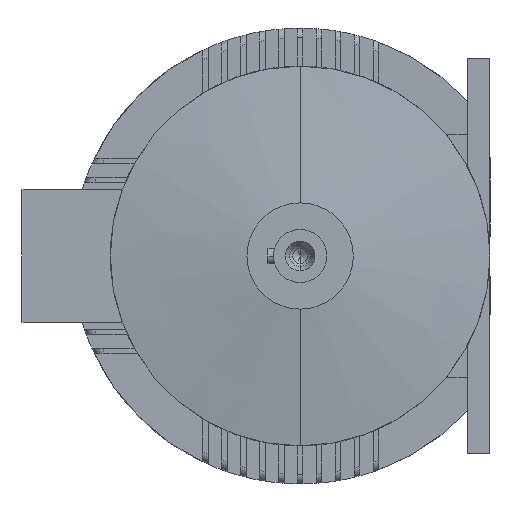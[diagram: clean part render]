
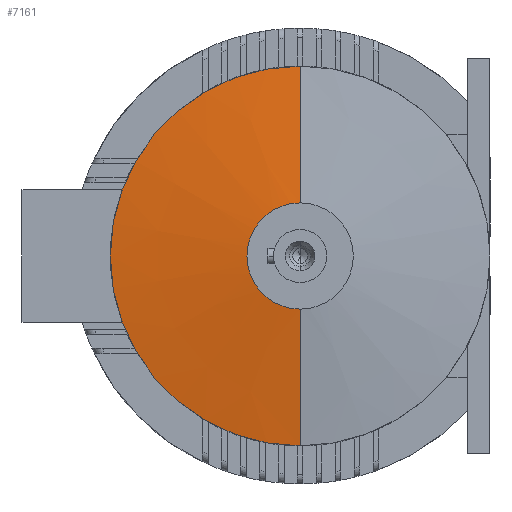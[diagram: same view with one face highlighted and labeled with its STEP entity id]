
A CAD part, left-side view. The second image highlights one B-rep face of the part: STEP entity #7161.
In plain terms, the highlighted conical face has half-angle 82.484 degrees and reference radius 100 mm.
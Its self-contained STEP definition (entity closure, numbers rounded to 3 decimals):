
#1045 = AXIS2_PLACEMENT_3D ( 'NONE', #6946, #6937, #6936 ) ;
#1046 = AXIS2_PLACEMENT_3D ( 'NONE', #6935, #6932, #6931 ) ;
#1156 = CARTESIAN_POINT ( 'NONE',  ( 89.5, 0., 0. ) ) ;
#1157 = DIRECTION ( 'NONE',  ( 1., 0., 0. ) ) ;
#1162 = DIRECTION ( 'NONE',  ( 0., 0., -1. ) ) ;
#1938 = CARTESIAN_POINT ( 'NONE',  ( 80., 0., 28. ) ) ;
#2042 = CARTESIAN_POINT ( 'NONE',  ( 89.5, 0., -100. ) ) ;
#2066 = CARTESIAN_POINT ( 'NONE',  ( 80., 0., -28. ) ) ;
#2275 = CARTESIAN_POINT ( 'NONE',  ( 89.5, 0., 100. ) ) ;
#3369 = LINE ( 'NONE', #6940, #3373 ) ;
#3373 = VECTOR ( 'NONE', #6939, 1000. ) ;
#3379 = CIRCLE ( 'NONE', #1045, 100. ) ;
#3381 = CIRCLE ( 'NONE', #1046, 28. ) ;
#3382 = LINE ( 'NONE', #6928, #3383 ) ;
#3383 = VECTOR ( 'NONE', #6927, 1000. ) ;
#4079 = FACE_OUTER_BOUND ( 'NONE', #7803, .T. ) ;
#4087 = CONICAL_SURFACE ( 'NONE', #8732, 100., 1.44 ) ;
#5823 = VERTEX_POINT ( 'NONE', #2275 ) ;
#6205 = VERTEX_POINT ( 'NONE', #2066 ) ;
#6242 = VERTEX_POINT ( 'NONE', #2042 ) ;
#6414 = VERTEX_POINT ( 'NONE', #1938 ) ;
#6927 = DIRECTION ( 'NONE',  ( 0.131, 0., 0.991 ) ) ;
#6928 = CARTESIAN_POINT ( 'NONE',  ( 89.5, 0., 100. ) ) ;
#6931 = DIRECTION ( 'NONE',  ( 0., 0., 1. ) ) ;
#6932 = DIRECTION ( 'NONE',  ( -1., 0., 0. ) ) ;
#6935 = CARTESIAN_POINT ( 'NONE',  ( 80., 0., 0. ) ) ;
#6936 = DIRECTION ( 'NONE',  ( 0., 0., 1. ) ) ;
#6937 = DIRECTION ( 'NONE',  ( -1., 0., 0. ) ) ;
#6939 = DIRECTION ( 'NONE',  ( 0.131, 0., -0.991 ) ) ;
#6940 = CARTESIAN_POINT ( 'NONE',  ( 89.5, 0., -100. ) ) ;
#6946 = CARTESIAN_POINT ( 'NONE',  ( 89.5, 0., 0. ) ) ;
#7161 = ADVANCED_FACE ( 'NONE', ( #4079 ), #4087, .T. ) ;
#7803 = EDGE_LOOP ( 'NONE', ( #9174, #9176, #9177, #9163 ) ) ;
#8449 = EDGE_CURVE ( 'NONE', #6205, #6242, #3369, .T. ) ;
#8450 = EDGE_CURVE ( 'NONE', #5823, #6242, #3379, .T. ) ;
#8452 = EDGE_CURVE ( 'NONE', #6414, #6205, #3381, .T. ) ;
#8454 = EDGE_CURVE ( 'NONE', #6414, #5823, #3382, .T. ) ;
#8732 = AXIS2_PLACEMENT_3D ( 'NONE', #1156, #1157, #1162 ) ;
#9163 = ORIENTED_EDGE ( 'NONE', *, *, #8449, .F. ) ;
#9174 = ORIENTED_EDGE ( 'NONE', *, *, #8452, .F. ) ;
#9176 = ORIENTED_EDGE ( 'NONE', *, *, #8454, .T. ) ;
#9177 = ORIENTED_EDGE ( 'NONE', *, *, #8450, .T. ) ;
